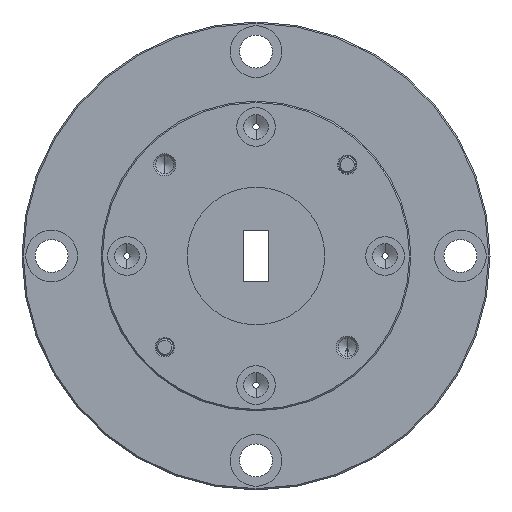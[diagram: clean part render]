
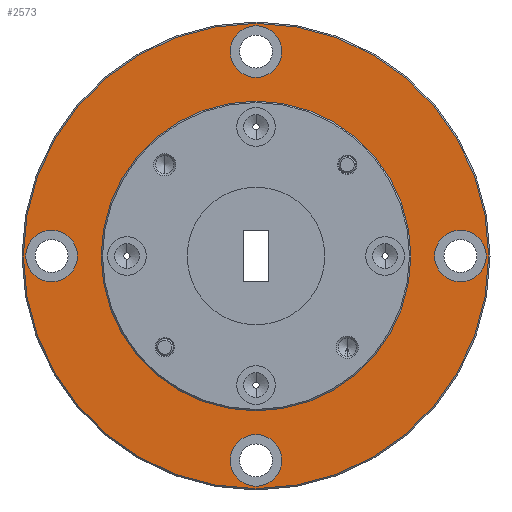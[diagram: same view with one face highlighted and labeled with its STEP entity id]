
A CAD part, left-side view. The second image highlights one B-rep face of the part: STEP entity #2573.
In plain terms, the highlighted planar face has unit normal (-1, 0, 0).
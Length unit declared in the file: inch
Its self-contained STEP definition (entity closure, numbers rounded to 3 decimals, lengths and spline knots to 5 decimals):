
#95 = AXIS2_PLACEMENT_3D ( 'NONE', #1733, #896, #4454 ) ;
#96 = CARTESIAN_POINT ( 'NONE',  ( -1.35324, 1.17398, 0.55874 ) ) ;
#104 = VERTEX_POINT ( 'NONE', #1137 ) ;
#273 = EDGE_CURVE ( 'NONE', #2291, #2134, #3141, .T. ) ;
#303 = VERTEX_POINT ( 'NONE', #2081 ) ;
#367 = ORIENTED_EDGE ( 'NONE', *, *, #1842, .T. ) ;
#397 = CARTESIAN_POINT ( 'NONE',  ( -1.35324, 1.17398, -0.92626 ) ) ;
#398 = EDGE_CURVE ( 'NONE', #3416, #3133, #1549, .T. ) ;
#496 = AXIS2_PLACEMENT_3D ( 'NONE', #397, #1199, #4025 ) ;
#525 = AXIS2_PLACEMENT_3D ( 'NONE', #1812, #3826, #5078 ) ;
#538 = EDGE_CURVE ( 'NONE', #2543, #4368, #1036, .T. ) ;
#551 = CARTESIAN_POINT ( 'NONE',  ( -1.35324, 1.91648, -0.18376 ) ) ;
#589 = CIRCLE ( 'NONE', #3174, 0.09375 ) ;
#607 = VERTEX_POINT ( 'NONE', #2719 ) ;
#679 = CARTESIAN_POINT ( 'NONE',  ( -1.35324, 1.17398, -0.83251 ) ) ;
#683 = FACE_BOUND ( 'NONE', #1352, .T. ) ;
#728 = CARTESIAN_POINT ( 'NONE',  ( -1.35324, 0.43148, -0.27751 ) ) ;
#766 = CARTESIAN_POINT ( 'NONE',  ( -1.35324, 1.17398, -1.02001 ) ) ;
#782 = VERTEX_POINT ( 'NONE', #766 ) ;
#816 = EDGE_CURVE ( 'NONE', #4360, #607, #589, .T. ) ;
#820 = CARTESIAN_POINT ( 'NONE',  ( -1.35324, 2.02398, -0.18376 ) ) ;
#831 = CIRCLE ( 'NONE', #95, 0.845 ) ;
#840 = CIRCLE ( 'NONE', #3693, 0.09375 ) ;
#852 = ORIENTED_EDGE ( 'NONE', *, *, #4331, .T. ) ;
#896 = DIRECTION ( 'NONE',  ( -1., 0., 0. ) ) ;
#924 = DIRECTION ( 'NONE',  ( 0., 0., 1. ) ) ;
#929 = EDGE_LOOP ( 'NONE', ( #4989, #2947 ) ) ;
#991 = AXIS2_PLACEMENT_3D ( 'NONE', #551, #1824, #1418 ) ;
#1001 = CIRCLE ( 'NONE', #3630, 0.09375 ) ;
#1036 = CIRCLE ( 'NONE', #525, 0.845 ) ;
#1105 = ORIENTED_EDGE ( 'NONE', *, *, #273, .T. ) ;
#1137 = CARTESIAN_POINT ( 'NONE',  ( -1.35324, 1.17398, 0.37874 ) ) ;
#1195 = EDGE_LOOP ( 'NONE', ( #5193, #3613 ) ) ;
#1199 = DIRECTION ( 'NONE',  ( 1., 0., 0. ) ) ;
#1262 = CIRCLE ( 'NONE', #4401, 0.5625 ) ;
#1278 = DIRECTION ( 'NONE',  ( 1., 0., 0. ) ) ;
#1352 = EDGE_LOOP ( 'NONE', ( #4042, #1105 ) ) ;
#1410 = CIRCLE ( 'NONE', #496, 0.09375 ) ;
#1417 = EDGE_CURVE ( 'NONE', #3045, #782, #1410, .T. ) ;
#1418 = DIRECTION ( 'NONE',  ( 0., 0., 1. ) ) ;
#1537 = CARTESIAN_POINT ( 'NONE',  ( -1.35324, 1.17398, 0.55874 ) ) ;
#1549 = CIRCLE ( 'NONE', #2634, 0.09375 ) ;
#1649 = DIRECTION ( 'NONE',  ( 0., 0., 1. ) ) ;
#1733 = CARTESIAN_POINT ( 'NONE',  ( -1.35324, 1.17398, -0.18376 ) ) ;
#1812 = CARTESIAN_POINT ( 'NONE',  ( -1.35324, 1.17398, -0.18376 ) ) ;
#1824 = DIRECTION ( 'NONE',  ( 1., 0., 0. ) ) ;
#1842 = EDGE_CURVE ( 'NONE', #782, #3045, #840, .T. ) ;
#1902 = FACE_BOUND ( 'NONE', #3777, .T. ) ;
#2081 = CARTESIAN_POINT ( 'NONE',  ( -1.35324, 1.17398, -0.74626 ) ) ;
#2112 = DIRECTION ( 'NONE',  ( 0., 0., 1. ) ) ;
#2118 = DIRECTION ( 'NONE',  ( -1., 0., 0. ) ) ;
#2134 = VERTEX_POINT ( 'NONE', #4711 ) ;
#2157 = CIRCLE ( 'NONE', #3562, 0.09375 ) ;
#2215 = EDGE_CURVE ( 'NONE', #3133, #3416, #2157, .T. ) ;
#2237 = CARTESIAN_POINT ( 'NONE',  ( -1.35324, 1.91648, -0.18376 ) ) ;
#2291 = VERTEX_POINT ( 'NONE', #3534 ) ;
#2346 = FACE_OUTER_BOUND ( 'NONE', #1195, .T. ) ;
#2349 = CARTESIAN_POINT ( 'NONE',  ( -1.35324, 1.17398, -0.18376 ) ) ;
#2382 = DIRECTION ( 'NONE',  ( 1., 0., 0. ) ) ;
#2453 = CARTESIAN_POINT ( 'NONE',  ( -1.35324, 0.43148, -0.18376 ) ) ;
#2539 = CARTESIAN_POINT ( 'NONE',  ( -1.35324, 1.17398, -0.92626 ) ) ;
#2541 = PLANE ( 'NONE',  #5184 ) ;
#2543 = VERTEX_POINT ( 'NONE', #2884 ) ;
#2544 = FACE_BOUND ( 'NONE', #4310, .T. ) ;
#2573 = ADVANCED_FACE ( 'NONE', ( #2544, #683, #1902, #5031, #5091, #2346 ), #2541, .T. ) ;
#2585 = ORIENTED_EDGE ( 'NONE', *, *, #1417, .T. ) ;
#2634 = AXIS2_PLACEMENT_3D ( 'NONE', #96, #3342, #924 ) ;
#2655 = DIRECTION ( 'NONE',  ( 0., 0., 1. ) ) ;
#2719 = CARTESIAN_POINT ( 'NONE',  ( -1.35324, 0.43148, -0.09001 ) ) ;
#2760 = EDGE_CURVE ( 'NONE', #607, #4360, #1001, .T. ) ;
#2807 = DIRECTION ( 'NONE',  ( 0., 0., -1. ) ) ;
#2843 = ORIENTED_EDGE ( 'NONE', *, *, #3736, .T. ) ;
#2884 = CARTESIAN_POINT ( 'NONE',  ( -1.35324, 1.17398, 0.66124 ) ) ;
#2927 = EDGE_CURVE ( 'NONE', #2134, #2291, #4702, .T. ) ;
#2947 = ORIENTED_EDGE ( 'NONE', *, *, #816, .T. ) ;
#2950 = DIRECTION ( 'NONE',  ( 1., 0., 0. ) ) ;
#3045 = VERTEX_POINT ( 'NONE', #679 ) ;
#3133 = VERTEX_POINT ( 'NONE', #3559 ) ;
#3141 = CIRCLE ( 'NONE', #991, 0.09375 ) ;
#3155 = AXIS2_PLACEMENT_3D ( 'NONE', #2237, #5096, #2655 ) ;
#3174 = AXIS2_PLACEMENT_3D ( 'NONE', #2453, #4491, #1649 ) ;
#3200 = EDGE_LOOP ( 'NONE', ( #4931, #4380 ) ) ;
#3222 = AXIS2_PLACEMENT_3D ( 'NONE', #2349, #2382, #5171 ) ;
#3342 = DIRECTION ( 'NONE',  ( 1., 0., 0. ) ) ;
#3416 = VERTEX_POINT ( 'NONE', #3733 ) ;
#3534 = CARTESIAN_POINT ( 'NONE',  ( -1.35324, 1.91648, -0.27751 ) ) ;
#3559 = CARTESIAN_POINT ( 'NONE',  ( -1.35324, 1.17398, 0.65249 ) ) ;
#3562 = AXIS2_PLACEMENT_3D ( 'NONE', #1537, #3993, #4820 ) ;
#3613 = ORIENTED_EDGE ( 'NONE', *, *, #538, .T. ) ;
#3630 = AXIS2_PLACEMENT_3D ( 'NONE', #4176, #1278, #2112 ) ;
#3693 = AXIS2_PLACEMENT_3D ( 'NONE', #2539, #2950, #4158 ) ;
#3733 = CARTESIAN_POINT ( 'NONE',  ( -1.35324, 1.17398, 0.46499 ) ) ;
#3736 = EDGE_CURVE ( 'NONE', #303, #104, #3923, .T. ) ;
#3777 = EDGE_LOOP ( 'NONE', ( #2585, #367 ) ) ;
#3826 = DIRECTION ( 'NONE',  ( -1., 0., 0. ) ) ;
#3923 = CIRCLE ( 'NONE', #3222, 0.5625 ) ;
#3993 = DIRECTION ( 'NONE',  ( 1., 0., 0. ) ) ;
#4025 = DIRECTION ( 'NONE',  ( 0., 0., 1. ) ) ;
#4042 = ORIENTED_EDGE ( 'NONE', *, *, #2927, .T. ) ;
#4130 = DIRECTION ( 'NONE',  ( 0., 0., 1. ) ) ;
#4158 = DIRECTION ( 'NONE',  ( 0., 0., 1. ) ) ;
#4176 = CARTESIAN_POINT ( 'NONE',  ( -1.35324, 0.43148, -0.18376 ) ) ;
#4310 = EDGE_LOOP ( 'NONE', ( #2843, #852 ) ) ;
#4331 = EDGE_CURVE ( 'NONE', #104, #303, #1262, .T. ) ;
#4360 = VERTEX_POINT ( 'NONE', #728 ) ;
#4368 = VERTEX_POINT ( 'NONE', #5268 ) ;
#4380 = ORIENTED_EDGE ( 'NONE', *, *, #398, .T. ) ;
#4401 = AXIS2_PLACEMENT_3D ( 'NONE', #4778, #5245, #2807 ) ;
#4427 = EDGE_CURVE ( 'NONE', #4368, #2543, #831, .T. ) ;
#4454 = DIRECTION ( 'NONE',  ( 0., 0., -1. ) ) ;
#4491 = DIRECTION ( 'NONE',  ( 1., 0., 0. ) ) ;
#4702 = CIRCLE ( 'NONE', #3155, 0.09375 ) ;
#4711 = CARTESIAN_POINT ( 'NONE',  ( -1.35324, 1.91648, -0.09001 ) ) ;
#4778 = CARTESIAN_POINT ( 'NONE',  ( -1.35324, 1.17398, -0.18376 ) ) ;
#4820 = DIRECTION ( 'NONE',  ( 0., 0., 1. ) ) ;
#4931 = ORIENTED_EDGE ( 'NONE', *, *, #2215, .T. ) ;
#4989 = ORIENTED_EDGE ( 'NONE', *, *, #2760, .T. ) ;
#5031 = FACE_BOUND ( 'NONE', #929, .T. ) ;
#5078 = DIRECTION ( 'NONE',  ( 0., 0., -1. ) ) ;
#5091 = FACE_BOUND ( 'NONE', #3200, .T. ) ;
#5096 = DIRECTION ( 'NONE',  ( 1., 0., 0. ) ) ;
#5171 = DIRECTION ( 'NONE',  ( 0., 0., -1. ) ) ;
#5184 = AXIS2_PLACEMENT_3D ( 'NONE', #820, #2118, #4130 ) ;
#5193 = ORIENTED_EDGE ( 'NONE', *, *, #4427, .T. ) ;
#5245 = DIRECTION ( 'NONE',  ( 1., 0., 0. ) ) ;
#5268 = CARTESIAN_POINT ( 'NONE',  ( -1.35324, 1.17398, -1.02876 ) ) ;
